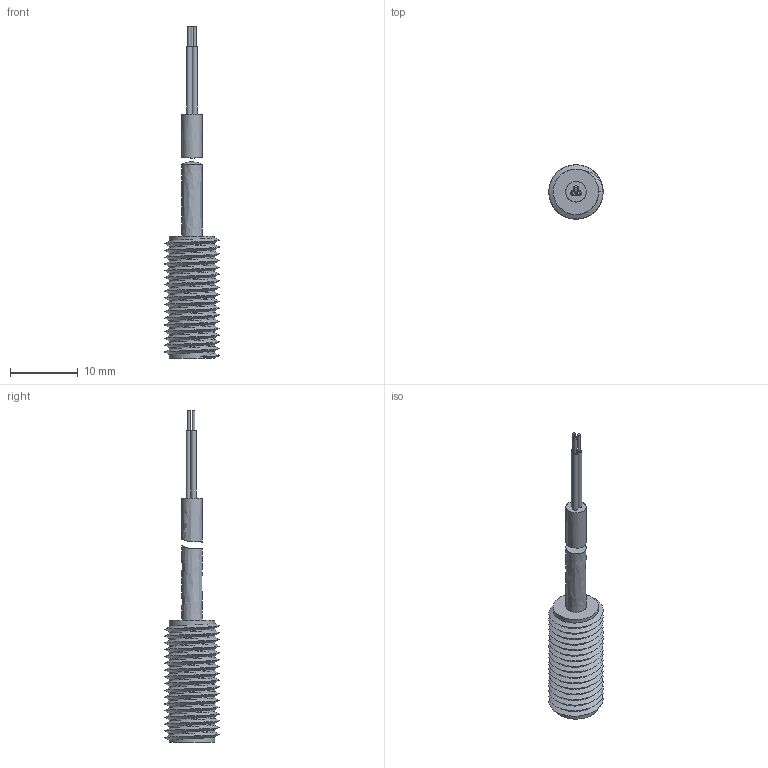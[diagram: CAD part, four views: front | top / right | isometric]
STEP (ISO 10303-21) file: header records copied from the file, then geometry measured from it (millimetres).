
FILE_DESCRIPTION( ('This file contains a STEP AP42 implementation' ,'as created by ZW3D STEP Interface translator.') ,'2;1' );
FILE_NAME( 'FCU1-0801P-A3R2.stp' ,'211021.142337', (''), ('ZWCAD Software Co.'), 'Version 1.0', 'ZW3D to STEP translator', '' );
FILE_SCHEMA(('AUTOMOTIVE_DESIGN'));
Length unit declared in the file: millimetre
Products named in the file (2): 0; FCU1-0801P-A3R2
Bounding box: 8 x 8 x 49 mm (x, y, z)
Volume: 864.4 mm3; surface area: 1049.8 mm2
Topology: 3 solids, 3 shells, 44 faces, 105 edges, 67 vertices
Faces by surface type: bspline 44
Entity records: 2222 total; most frequent: CARTESIAN_POINT 1605, ORIENTED_EDGE 180, EDGE_CURVE 90, VERTEX_POINT 58, EDGE_LOOP 50, FACE_OUTER_BOUND 44, ADVANCED_FACE 44, OVER_RIDING_STYLED_ITEM 44
